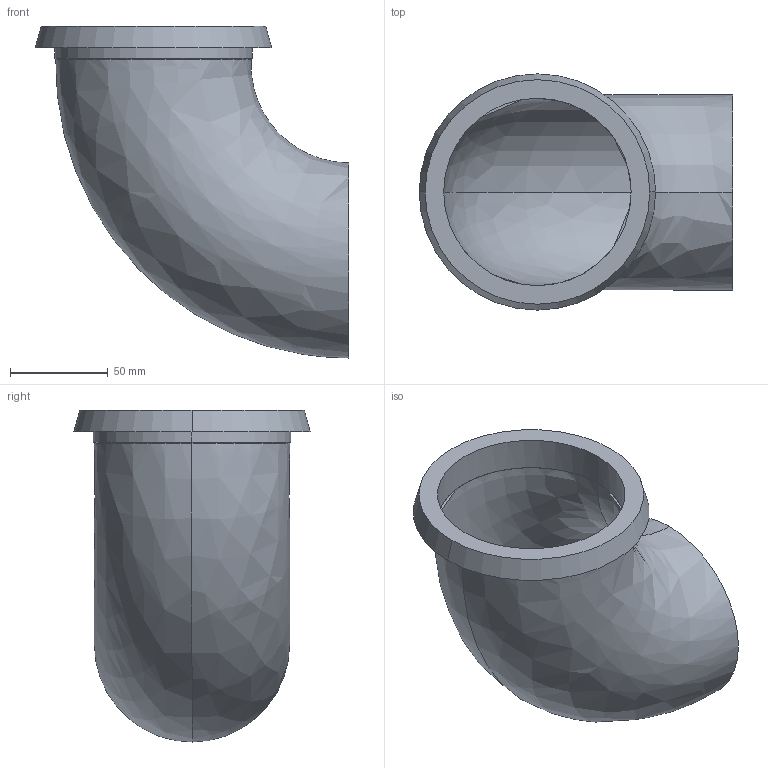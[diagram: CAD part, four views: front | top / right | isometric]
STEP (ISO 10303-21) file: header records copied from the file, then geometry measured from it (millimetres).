
FILE_DESCRIPTION (( 'STEP AP203' ), '1' );
FILE_NAME ('3D_M-3005_100_174784335.STEP', '2024-09-10T06:34:43', ( '' ), ( '' ), 'SwSTEP 2.0', 'SolidWorks 2024', '' );
FILE_SCHEMA (( 'CONFIG_CONTROL_DESIGN' ));
Length unit declared in the file: millimetre
Products named in the file (1): 3D_M-3005_100_174784335
Bounding box: 160.5 x 121 x 170 mm (x, y, z)
Volume: 144121.3 mm3; surface area: 117143.2 mm2
Topology: 1 solids, 1 shells, 16 faces, 36 edges, 22 vertices
Faces by surface type: bspline 4, cylinder 4, cone 4, plane 4
Entity records: 9156 total; most frequent: CARTESIAN_POINT 8762, ORIENTED_EDGE 64, DIRECTION 62, EDGE_CURVE 32, AXIS2_PLACEMENT_3D 27, VERTEX_POINT 20, EDGE_LOOP 20, FACE_OUTER_BOUND 16
